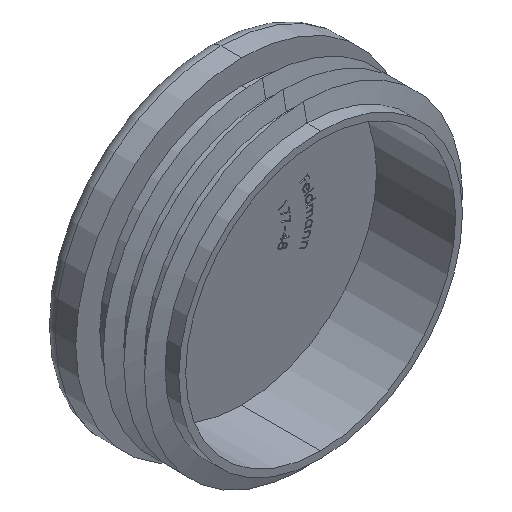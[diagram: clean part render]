
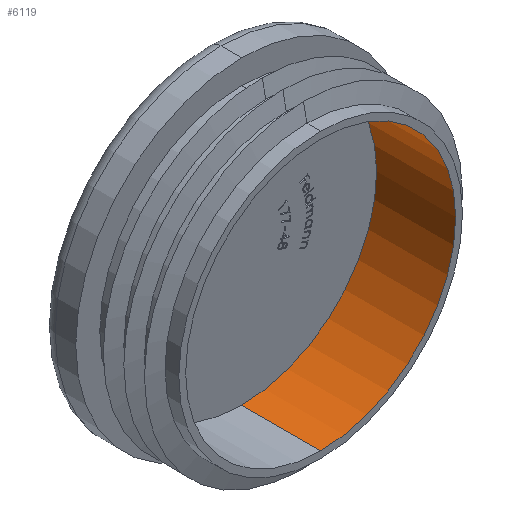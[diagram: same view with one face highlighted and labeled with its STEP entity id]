
A CAD part, isometric view. The second image highlights one B-rep face of the part: STEP entity #6119.
In plain terms, the highlighted cylindrical face has radius 19.65 mm (diameter 39.3 mm), a partial arc.
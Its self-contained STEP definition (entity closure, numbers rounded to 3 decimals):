
#92 = VERTEX_POINT ( 'NONE', #5206 ) ;
#135 = EDGE_CURVE ( 'NONE', #451, #92, #1785, .T. ) ;
#284 = CYLINDRICAL_SURFACE ( 'NONE', #6282, 19.65 ) ;
#451 = VERTEX_POINT ( 'NONE', #2840 ) ;
#512 = FACE_OUTER_BOUND ( 'NONE', #3525, .T. ) ;
#555 = EDGE_CURVE ( 'NONE', #451, #7831, #1902, .T. ) ;
#627 = AXIS2_PLACEMENT_3D ( 'NONE', #7947, #3644, #8586 ) ;
#978 = DIRECTION ( 'NONE',  ( 0., 0., -1. ) ) ;
#992 = DIRECTION ( 'NONE',  ( 0., -1., 0. ) ) ;
#1009 = CARTESIAN_POINT ( 'NONE',  ( 0., -11.5, 0. ) ) ;
#1065 = DIRECTION ( 'NONE',  ( 0., 1., 0. ) ) ;
#1447 = ORIENTED_EDGE ( 'NONE', *, *, #555, .T. ) ;
#1701 = ORIENTED_EDGE ( 'NONE', *, *, #135, .F. ) ;
#1785 = LINE ( 'NONE', #5117, #7411 ) ;
#1902 = CIRCLE ( 'NONE', #8373, 19.65 ) ;
#2616 = CARTESIAN_POINT ( 'NONE',  ( 0., 0., 19.65 ) ) ;
#2840 = CARTESIAN_POINT ( 'NONE',  ( 0., -11.5, -19.65 ) ) ;
#3233 = ORIENTED_EDGE ( 'NONE', *, *, #3460, .T. ) ;
#3460 = EDGE_CURVE ( 'NONE', #7831, #4304, #8896, .T. ) ;
#3525 = EDGE_LOOP ( 'NONE', ( #1701, #1447, #3233, #9020 ) ) ;
#3529 = CARTESIAN_POINT ( 'NONE',  ( 0., -11.5, 19.65 ) ) ;
#3644 = DIRECTION ( 'NONE',  ( 0., -1., 0. ) ) ;
#4304 = VERTEX_POINT ( 'NONE', #2616 ) ;
#4844 = EDGE_CURVE ( 'NONE', #92, #4304, #7859, .T. ) ;
#5099 = DIRECTION ( 'NONE',  ( 0., 1., 0. ) ) ;
#5117 = CARTESIAN_POINT ( 'NONE',  ( 0., -11.5, -19.65 ) ) ;
#5206 = CARTESIAN_POINT ( 'NONE',  ( 0., 0., -19.65 ) ) ;
#5559 = CARTESIAN_POINT ( 'NONE',  ( 0., -11.5, 0. ) ) ;
#6119 = ADVANCED_FACE ( 'NONE', ( #512 ), #284, .F. ) ;
#6282 = AXIS2_PLACEMENT_3D ( 'NONE', #5559, #1065, #6288 ) ;
#6288 = DIRECTION ( 'NONE',  ( 0., 0., 1. ) ) ;
#7351 = VECTOR ( 'NONE', #8484, 1000. ) ;
#7411 = VECTOR ( 'NONE', #5099, 1000. ) ;
#7831 = VERTEX_POINT ( 'NONE', #9025 ) ;
#7859 = CIRCLE ( 'NONE', #627, 19.65 ) ;
#7947 = CARTESIAN_POINT ( 'NONE',  ( 0., 0., 0. ) ) ;
#8373 = AXIS2_PLACEMENT_3D ( 'NONE', #1009, #992, #978 ) ;
#8484 = DIRECTION ( 'NONE',  ( 0., 1., 0. ) ) ;
#8586 = DIRECTION ( 'NONE',  ( 0., 0., 1. ) ) ;
#8896 = LINE ( 'NONE', #3529, #7351 ) ;
#9020 = ORIENTED_EDGE ( 'NONE', *, *, #4844, .F. ) ;
#9025 = CARTESIAN_POINT ( 'NONE',  ( 0., -11.5, 19.65 ) ) ;
